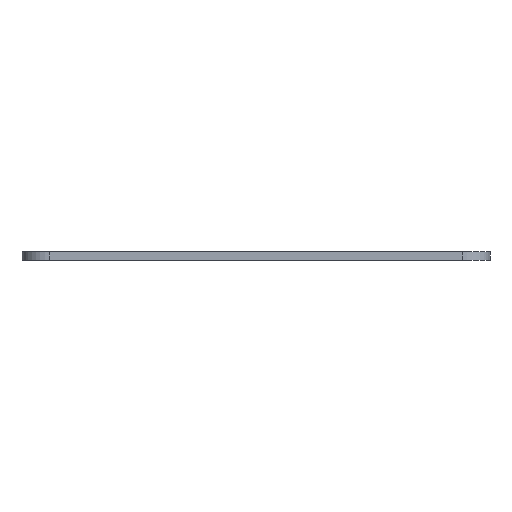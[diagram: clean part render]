
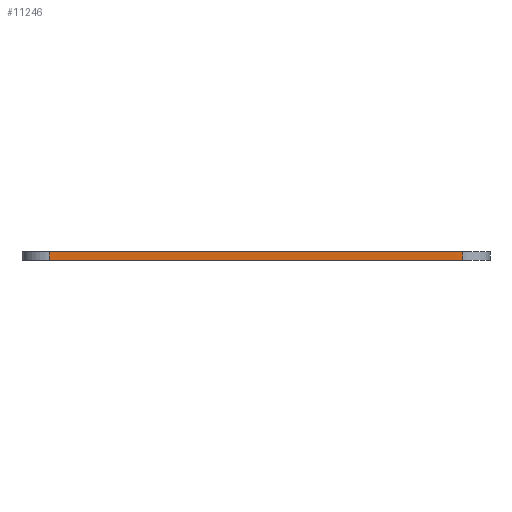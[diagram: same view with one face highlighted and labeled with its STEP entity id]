
A CAD part, front view. The second image highlights one B-rep face of the part: STEP entity #11246.
In plain terms, the highlighted planar face has unit normal (0, -1, 0).
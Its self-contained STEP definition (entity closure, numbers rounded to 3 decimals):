
#1578=FACE_OUTER_BOUND('',#2234,.T.);
#2234=EDGE_LOOP('',(#10348,#10349,#10350,#10351));
#3130=LINE('',#20931,#4172);
#3169=LINE('',#21090,#4211);
#3209=LINE('',#21239,#4251);
#3212=LINE('',#21244,#4254);
#4172=VECTOR('',#13034,10.);
#4211=VECTOR('',#13169,10.);
#4251=VECTOR('',#13285,10.);
#4254=VECTOR('',#13292,10.);
#5278=VERTEX_POINT('',#20928);
#5279=VERTEX_POINT('',#20930);
#5350=VERTEX_POINT('',#21087);
#5351=VERTEX_POINT('',#21089);
#6851=EDGE_CURVE('',#5278,#5279,#3130,.T.);
#6926=EDGE_CURVE('',#5350,#5351,#3169,.T.);
#7001=EDGE_CURVE('',#5279,#5350,#3209,.T.);
#7004=EDGE_CURVE('',#5351,#5278,#3212,.T.);
#10348=ORIENTED_EDGE('',*,*,#7001,.F.);
#10349=ORIENTED_EDGE('',*,*,#6851,.F.);
#10350=ORIENTED_EDGE('',*,*,#7004,.F.);
#10351=ORIENTED_EDGE('',*,*,#6926,.F.);
#10655=PLANE('',#11658);
#11246=ADVANCED_FACE('',(#1578),#10655,.T.);
#11658=AXIS2_PLACEMENT_3D('',#21377,#13491,#13492);
#13034=DIRECTION('',(1.,0.,0.));
#13169=DIRECTION('',(-1.,0.,0.));
#13285=DIRECTION('',(0.,0.,-1.));
#13292=DIRECTION('',(0.,0.,1.));
#13491=DIRECTION('center_axis',(0.,-1.,0.));
#13492=DIRECTION('ref_axis',(1.,0.,0.));
#20928=CARTESIAN_POINT('',(-4.134,-66.284,1.5));
#20930=CARTESIAN_POINT('',(71.128,-66.284,1.5));
#20931=CARTESIAN_POINT('',(76.128,-66.284,1.5));
#21087=CARTESIAN_POINT('',(71.128,-66.284,0.));
#21089=CARTESIAN_POINT('',(-4.134,-66.284,0.));
#21090=CARTESIAN_POINT('',(76.128,-66.284,0.));
#21239=CARTESIAN_POINT('',(71.128,-66.284,0.));
#21244=CARTESIAN_POINT('',(-4.134,-66.284,0.));
#21377=CARTESIAN_POINT('Origin',(-9.134,-66.284,0.));
